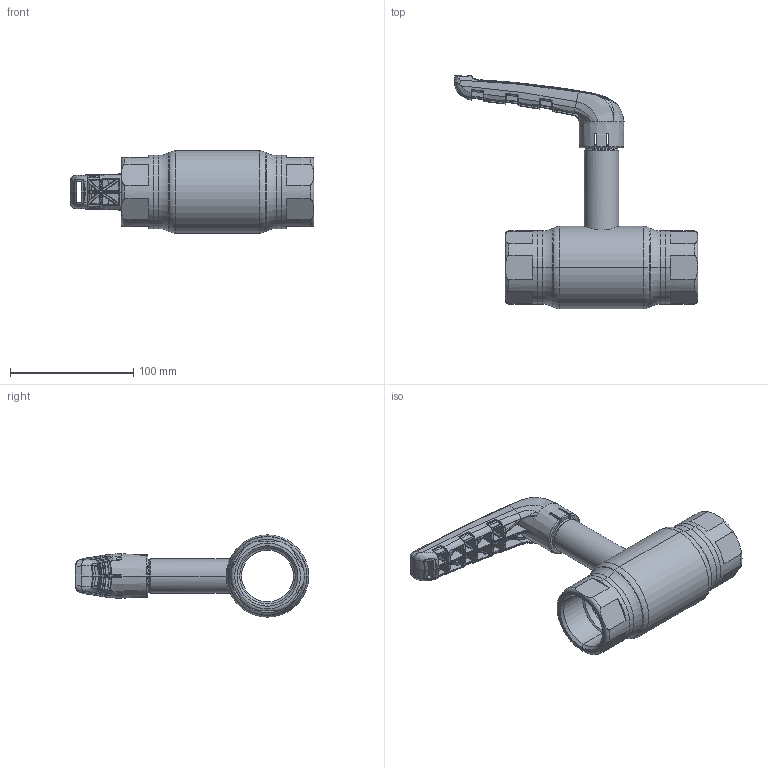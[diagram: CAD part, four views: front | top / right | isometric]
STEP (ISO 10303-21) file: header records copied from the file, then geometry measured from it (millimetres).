
FILE_DESCRIPTION (( 'STEP AP214' ), '1' );
FILE_NAME ('2040002001-xxxx.step', '2019-05-10T11:09:20', ( '' ), ( '' ), 'SwSTEP 2.0', 'SolidWorks 2017', '' );
FILE_SCHEMA (( 'AUTOMOTIVE_DESIGN' ));
Length unit declared in the file: millimetre
Products named in the file (1): 2040002001-xxxx
Bounding box: 197.35 x 188.99 x 66.68 mm (x, y, z)
Surface area: 75370.5 mm2 (no closed solid volume)
Topology: 0 solids, 10 shells, 795 faces, 2593 edges, 1673 vertices
Faces by surface type: bspline 646, plane 64, cylinder 34, torus 25, cone 24, sphere 2
Entity records: 59616 total; most frequent: CARTESIAN_POINT 34477, ORIENTED_EDGE 4140, EDGE_CURVE 2585, B_SPLINE_CURVE_WITH_KNOTS 1800, DIRECTION 1685, VERTEX_POINT 1673, EDGE_LOOP 804, UNCERTAINTY_MEASURE_WITH_UNIT 797
